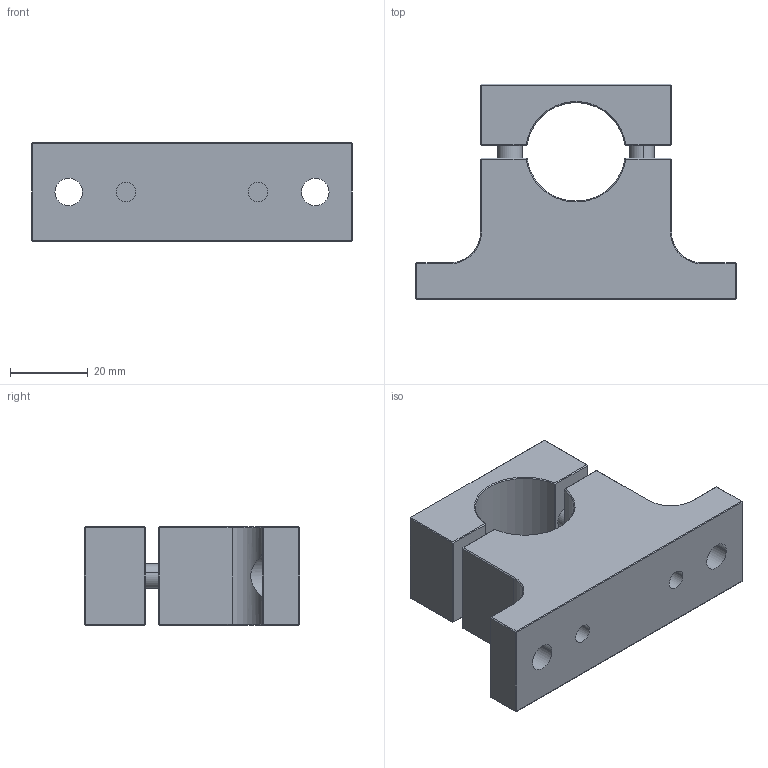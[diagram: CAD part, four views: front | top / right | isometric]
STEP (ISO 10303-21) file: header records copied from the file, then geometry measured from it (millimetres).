
FILE_DESCRIPTION (( 'STEP AP214' ), '1' );
FILE_NAME ('TMSS-16.step', '2017-08-09T17:53:03', ( '' ), ( '' ), 'SwSTEP 2.0', 'SolidWorks 2017', '' );
FILE_SCHEMA (( 'AUTOMOTIVE_DESIGN' ));
Length unit declared in the file: inch
Products named in the file (1): TMSS-16
Bounding box: 82.55 x 55.56 x 25.4 mm (x, y, z)
Volume: 61569.7 mm3; surface area: 18370.9 mm2
Topology: 4 solids, 4 shells, 165 faces, 349 edges, 198 vertices
Faces by surface type: plane 110, cylinder 31, cone 24
Entity records: 6772 total; most frequent: CARTESIAN_POINT 1013, DIRECTION 742, ORIENTED_EDGE 698, EDGE_CURVE 349, AXIS2_PLACEMENT_3D 249, LINE 244, VECTOR 244, VERTEX_POINT 198
